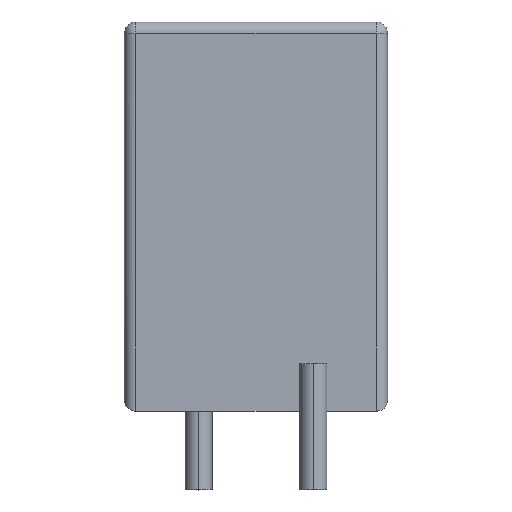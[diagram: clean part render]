
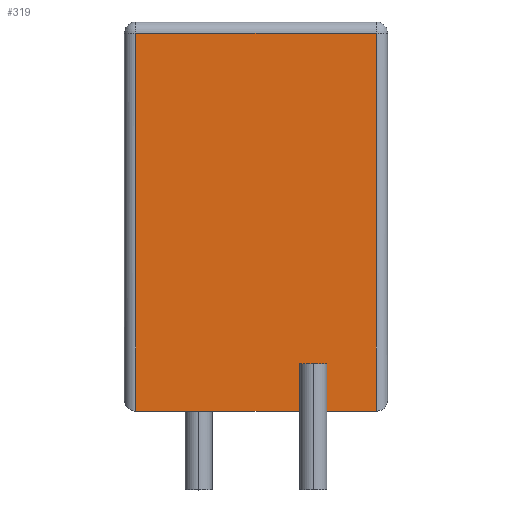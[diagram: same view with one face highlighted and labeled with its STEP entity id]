
A CAD part, top view. The second image highlights one B-rep face of the part: STEP entity #319.
In plain terms, the highlighted planar face has unit normal (0, 0, 1).
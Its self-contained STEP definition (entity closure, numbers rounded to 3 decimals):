
#2 = DIRECTION ( 'NONE',  ( -1., 0., 0. ) ) ;
#13 = CARTESIAN_POINT ( 'NONE',  ( -5.35, 8.15, 0.9 ) ) ;
#15 = DIRECTION ( 'NONE',  ( 0., -1., 0. ) ) ;
#34 = DIRECTION ( 'NONE',  ( 0., 0., 1. ) ) ;
#68 = LINE ( 'NONE', #696, #556 ) ;
#97 = LINE ( 'NONE', #338, #116 ) ;
#111 = CARTESIAN_POINT ( 'NONE',  ( -5.85, -8.65, 0.9 ) ) ;
#116 = VECTOR ( 'NONE', #2, 1000. ) ;
#121 = EDGE_CURVE ( 'NONE', #589, #350, #557, .T. ) ;
#130 = ORIENTED_EDGE ( 'NONE', *, *, #597, .T. ) ;
#141 = ORIENTED_EDGE ( 'NONE', *, *, #121, .T. ) ;
#211 = LINE ( 'NONE', #111, #701 ) ;
#257 = VERTEX_POINT ( 'NONE', #706 ) ;
#265 = FACE_OUTER_BOUND ( 'NONE', #646, .T. ) ;
#281 = CARTESIAN_POINT ( 'NONE',  ( 5.35, -8.65, 0.9 ) ) ;
#319 = ADVANCED_FACE ( 'NONE', ( #265 ), #482, .T. ) ;
#329 = CARTESIAN_POINT ( 'NONE',  ( 5.35, 8.65, 0.9 ) ) ;
#338 = CARTESIAN_POINT ( 'NONE',  ( -5.85, 8.15, 0.9 ) ) ;
#350 = VERTEX_POINT ( 'NONE', #378 ) ;
#358 = AXIS2_PLACEMENT_3D ( 'NONE', #606, #34, #434 ) ;
#378 = CARTESIAN_POINT ( 'NONE',  ( 5.35, 8.15, 0.9 ) ) ;
#434 = DIRECTION ( 'NONE',  ( 1., 0., 0. ) ) ;
#455 = DIRECTION ( 'NONE',  ( 0., 1., 0. ) ) ;
#459 = DIRECTION ( 'NONE',  ( 1., 0., 0. ) ) ;
#463 = ORIENTED_EDGE ( 'NONE', *, *, #655, .T. ) ;
#482 = PLANE ( 'NONE',  #358 ) ;
#556 = VECTOR ( 'NONE', #15, 1000. ) ;
#557 = LINE ( 'NONE', #329, #681 ) ;
#568 = ORIENTED_EDGE ( 'NONE', *, *, #573, .T. ) ;
#573 = EDGE_CURVE ( 'NONE', #350, #625, #97, .T. ) ;
#589 = VERTEX_POINT ( 'NONE', #281 ) ;
#597 = EDGE_CURVE ( 'NONE', #257, #589, #211, .T. ) ;
#606 = CARTESIAN_POINT ( 'NONE',  ( 0., 0., 0.9 ) ) ;
#625 = VERTEX_POINT ( 'NONE', #13 ) ;
#646 = EDGE_LOOP ( 'NONE', ( #130, #141, #568, #463 ) ) ;
#655 = EDGE_CURVE ( 'NONE', #625, #257, #68, .T. ) ;
#681 = VECTOR ( 'NONE', #455, 1000. ) ;
#696 = CARTESIAN_POINT ( 'NONE',  ( -5.35, -8.65, 0.9 ) ) ;
#701 = VECTOR ( 'NONE', #459, 1000. ) ;
#706 = CARTESIAN_POINT ( 'NONE',  ( -5.35, -8.65, 0.9 ) ) ;
